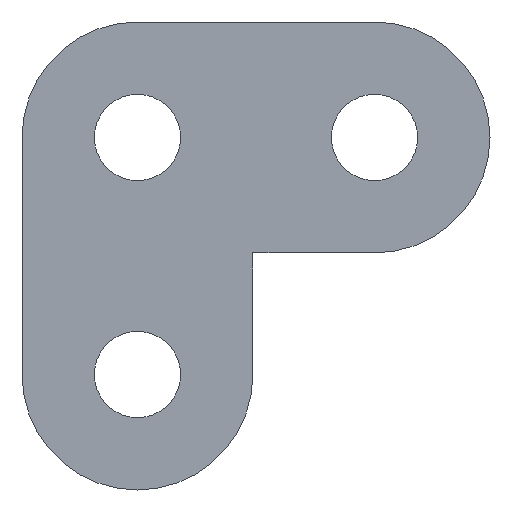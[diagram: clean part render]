
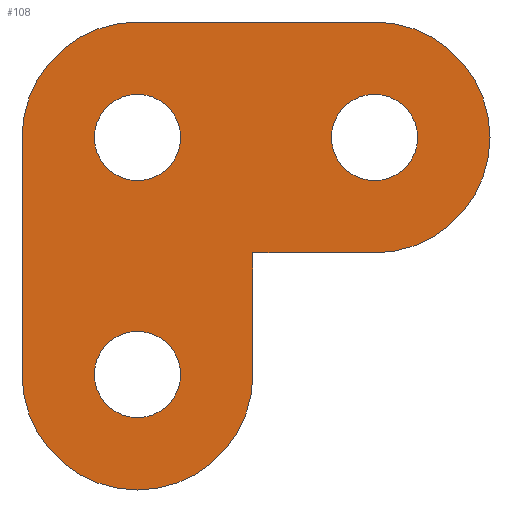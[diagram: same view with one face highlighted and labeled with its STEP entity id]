
A CAD part, front view. The second image highlights one B-rep face of the part: STEP entity #108.
In plain terms, the highlighted planar face has unit normal (0, -1, 0).
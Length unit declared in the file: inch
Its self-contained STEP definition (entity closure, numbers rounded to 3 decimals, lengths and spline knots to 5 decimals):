
#3 = VECTOR ( 'NONE', #294, 39.37008 ) ;
#14 = EDGE_CURVE ( 'NONE', #167, #297, #52, .T. ) ;
#21 = DIRECTION ( 'NONE',  ( 0., 1., 0. ) ) ;
#25 = CARTESIAN_POINT ( 'NONE',  ( 0., 0., 0. ) ) ;
#27 = CIRCLE ( 'NONE', #240, 0.07 ) ;
#29 = CIRCLE ( 'NONE', #199, 0.1875 ) ;
#52 = LINE ( 'NONE', #298, #3 ) ;
#62 = CARTESIAN_POINT ( 'NONE',  ( -0.1875, 0., 0. ) ) ;
#71 = CARTESIAN_POINT ( 'NONE',  ( -0.1875, 0., -0.385 ) ) ;
#96 = VERTEX_POINT ( 'NONE', #97 ) ;
#97 = CARTESIAN_POINT ( 'NONE',  ( 0.385, 0., -0.07 ) ) ;
#102 = FACE_BOUND ( 'NONE', #427, .T. ) ;
#108 = ADVANCED_FACE ( 'NONE', ( #386, #102, #413, #394 ), #452, .F. ) ;
#110 = DIRECTION ( 'NONE',  ( 0., 0., 1. ) ) ;
#113 = VERTEX_POINT ( 'NONE', #396 ) ;
#114 = DIRECTION ( 'NONE',  ( 0., 1., 0. ) ) ;
#115 = CARTESIAN_POINT ( 'NONE',  ( 0., 0., -0.385 ) ) ;
#116 = CARTESIAN_POINT ( 'NONE',  ( 0., 0., 0.07 ) ) ;
#151 = CIRCLE ( 'NONE', #313, 0.07 ) ;
#157 = AXIS2_PLACEMENT_3D ( 'NONE', #461, #495, #441 ) ;
#158 = VERTEX_POINT ( 'NONE', #583 ) ;
#161 = AXIS2_PLACEMENT_3D ( 'NONE', #229, #216, #210 ) ;
#167 = VERTEX_POINT ( 'NONE', #589 ) ;
#172 = CIRCLE ( 'NONE', #161, 0.07 ) ;
#174 = VERTEX_POINT ( 'NONE', #580 ) ;
#180 = VECTOR ( 'NONE', #574, 39.37008 ) ;
#182 = AXIS2_PLACEMENT_3D ( 'NONE', #272, #285, #266 ) ;
#185 = CIRCLE ( 'NONE', #292, 0.07 ) ;
#187 = AXIS2_PLACEMENT_3D ( 'NONE', #115, #114, #110 ) ;
#196 = CIRCLE ( 'NONE', #187, 0.1875 ) ;
#198 = CIRCLE ( 'NONE', #261, 0.1875 ) ;
#199 = AXIS2_PLACEMENT_3D ( 'NONE', #296, #289, #280 ) ;
#204 = ORIENTED_EDGE ( 'NONE', *, *, #333, .T. ) ;
#209 = LINE ( 'NONE', #230, #180 ) ;
#210 = DIRECTION ( 'NONE',  ( 0., 0., 1. ) ) ;
#216 = DIRECTION ( 'NONE',  ( 0., 1., 0. ) ) ;
#219 = ORIENTED_EDGE ( 'NONE', *, *, #276, .T. ) ;
#229 = CARTESIAN_POINT ( 'NONE',  ( 0., 0., 0. ) ) ;
#230 = CARTESIAN_POINT ( 'NONE',  ( -0.1875, 0., 0. ) ) ;
#235 = AXIS2_PLACEMENT_3D ( 'NONE', #595, #584, #581 ) ;
#239 = VECTOR ( 'NONE', #423, 39.37008 ) ;
#240 = AXIS2_PLACEMENT_3D ( 'NONE', #25, #21, #600 ) ;
#246 = CIRCLE ( 'NONE', #235, 0.07 ) ;
#251 = EDGE_CURVE ( 'NONE', #174, #532, #483, .T. ) ;
#254 = AXIS2_PLACEMENT_3D ( 'NONE', #499, #530, #428 ) ;
#261 = AXIS2_PLACEMENT_3D ( 'NONE', #552, #534, #528 ) ;
#265 = VERTEX_POINT ( 'NONE', #362 ) ;
#266 = DIRECTION ( 'NONE',  ( 0., 0., 1. ) ) ;
#272 = CARTESIAN_POINT ( 'NONE',  ( 0.385, 0., 0. ) ) ;
#276 = EDGE_CURVE ( 'NONE', #361, #322, #172, .T. ) ;
#277 = EDGE_CURVE ( 'NONE', #368, #325, #196, .T. ) ;
#280 = DIRECTION ( 'NONE',  ( 0., 0., 1. ) ) ;
#284 = EDGE_LOOP ( 'NONE', ( #404, #397, #390, #388, #449, #425, #471, #459 ) ) ;
#285 = DIRECTION ( 'NONE',  ( 0., 1., 0. ) ) ;
#287 = CARTESIAN_POINT ( 'NONE',  ( 0.385, 0., -0.1875 ) ) ;
#289 = DIRECTION ( 'NONE',  ( 0., 1., 0. ) ) ;
#292 = AXIS2_PLACEMENT_3D ( 'NONE', #504, #501, #496 ) ;
#294 = DIRECTION ( 'NONE',  ( 1., 0., 0. ) ) ;
#296 = CARTESIAN_POINT ( 'NONE',  ( 0., 0., 0. ) ) ;
#297 = VERTEX_POINT ( 'NONE', #287 ) ;
#298 = CARTESIAN_POINT ( 'NONE',  ( 0., 0., -0.1875 ) ) ;
#313 = AXIS2_PLACEMENT_3D ( 'NONE', #477, #470, #465 ) ;
#322 = VERTEX_POINT ( 'NONE', #116 ) ;
#325 = VERTEX_POINT ( 'NONE', #71 ) ;
#333 = EDGE_CURVE ( 'NONE', #322, #361, #27, .T. ) ;
#337 = CARTESIAN_POINT ( 'NONE',  ( 0.1875, 0., 0. ) ) ;
#340 = ORIENTED_EDGE ( 'NONE', *, *, #475, .T. ) ;
#348 = ORIENTED_EDGE ( 'NONE', *, *, #443, .T. ) ;
#354 = VERTEX_POINT ( 'NONE', #62 ) ;
#359 = CARTESIAN_POINT ( 'NONE',  ( 0.385, 0., 0.07 ) ) ;
#361 = VERTEX_POINT ( 'NONE', #546 ) ;
#362 = CARTESIAN_POINT ( 'NONE',  ( 0.1875, 0., -0.385 ) ) ;
#365 = EDGE_CURVE ( 'NONE', #113, #158, #593, .T. ) ;
#368 = VERTEX_POINT ( 'NONE', #454 ) ;
#369 = EDGE_LOOP ( 'NONE', ( #418, #406 ) ) ;
#379 = EDGE_CURVE ( 'NONE', #167, #265, #405, .T. ) ;
#386 = FACE_BOUND ( 'NONE', #533, .T. ) ;
#388 = ORIENTED_EDGE ( 'NONE', *, *, #379, .F. ) ;
#390 = ORIENTED_EDGE ( 'NONE', *, *, #467, .F. ) ;
#394 = FACE_OUTER_BOUND ( 'NONE', #284, .T. ) ;
#396 = CARTESIAN_POINT ( 'NONE',  ( 0., 0., -0.315 ) ) ;
#397 = ORIENTED_EDGE ( 'NONE', *, *, #277, .F. ) ;
#404 = ORIENTED_EDGE ( 'NONE', *, *, #447, .T. ) ;
#405 = LINE ( 'NONE', #337, #439 ) ;
#406 = ORIENTED_EDGE ( 'NONE', *, *, #507, .T. ) ;
#408 = CARTESIAN_POINT ( 'NONE',  ( 0., 0., 0.1875 ) ) ;
#411 = EDGE_CURVE ( 'NONE', #532, #297, #426, .T. ) ;
#413 = FACE_BOUND ( 'NONE', #369, .T. ) ;
#418 = ORIENTED_EDGE ( 'NONE', *, *, #365, .T. ) ;
#423 = DIRECTION ( 'NONE',  ( 1., 0., 0. ) ) ;
#425 = ORIENTED_EDGE ( 'NONE', *, *, #411, .F. ) ;
#426 = CIRCLE ( 'NONE', #182, 0.1875 ) ;
#427 = EDGE_LOOP ( 'NONE', ( #340, #348 ) ) ;
#428 = DIRECTION ( 'NONE',  ( 0., 0., 1. ) ) ;
#435 = DIRECTION ( 'NONE',  ( 0., 0., -1. ) ) ;
#438 = VERTEX_POINT ( 'NONE', #359 ) ;
#439 = VECTOR ( 'NONE', #435, 39.37008 ) ;
#441 = DIRECTION ( 'NONE',  ( 0., 0., 1. ) ) ;
#443 = EDGE_CURVE ( 'NONE', #96, #438, #246, .T. ) ;
#447 = EDGE_CURVE ( 'NONE', #354, #325, #209, .T. ) ;
#449 = ORIENTED_EDGE ( 'NONE', *, *, #14, .T. ) ;
#452 = PLANE ( 'NONE',  #254 ) ;
#454 = CARTESIAN_POINT ( 'NONE',  ( 0., 0., -0.5725 ) ) ;
#459 = ORIENTED_EDGE ( 'NONE', *, *, #576, .F. ) ;
#461 = CARTESIAN_POINT ( 'NONE',  ( 0., 0., -0.385 ) ) ;
#465 = DIRECTION ( 'NONE',  ( 0., 0., 1. ) ) ;
#467 = EDGE_CURVE ( 'NONE', #265, #368, #198, .T. ) ;
#470 = DIRECTION ( 'NONE',  ( 0., 1., 0. ) ) ;
#471 = ORIENTED_EDGE ( 'NONE', *, *, #251, .F. ) ;
#475 = EDGE_CURVE ( 'NONE', #438, #96, #185, .T. ) ;
#477 = CARTESIAN_POINT ( 'NONE',  ( 0., 0., -0.385 ) ) ;
#483 = LINE ( 'NONE', #408, #239 ) ;
#486 = CARTESIAN_POINT ( 'NONE',  ( 0.385, 0., 0.1875 ) ) ;
#495 = DIRECTION ( 'NONE',  ( 0., 1., 0. ) ) ;
#496 = DIRECTION ( 'NONE',  ( 0., 0., 1. ) ) ;
#499 = CARTESIAN_POINT ( 'NONE',  ( 0., 0., 0. ) ) ;
#501 = DIRECTION ( 'NONE',  ( 0., 1., 0. ) ) ;
#504 = CARTESIAN_POINT ( 'NONE',  ( 0.385, 0., 0. ) ) ;
#507 = EDGE_CURVE ( 'NONE', #158, #113, #151, .T. ) ;
#528 = DIRECTION ( 'NONE',  ( 0., 0., 1. ) ) ;
#530 = DIRECTION ( 'NONE',  ( 0., 1., 0. ) ) ;
#532 = VERTEX_POINT ( 'NONE', #486 ) ;
#533 = EDGE_LOOP ( 'NONE', ( #204, #219 ) ) ;
#534 = DIRECTION ( 'NONE',  ( 0., 1., 0. ) ) ;
#546 = CARTESIAN_POINT ( 'NONE',  ( 0., 0., -0.07 ) ) ;
#552 = CARTESIAN_POINT ( 'NONE',  ( 0., 0., -0.385 ) ) ;
#574 = DIRECTION ( 'NONE',  ( 0., 0., -1. ) ) ;
#576 = EDGE_CURVE ( 'NONE', #354, #174, #29, .T. ) ;
#580 = CARTESIAN_POINT ( 'NONE',  ( 0., 0., 0.1875 ) ) ;
#581 = DIRECTION ( 'NONE',  ( 0., 0., 1. ) ) ;
#583 = CARTESIAN_POINT ( 'NONE',  ( 0., 0., -0.455 ) ) ;
#584 = DIRECTION ( 'NONE',  ( 0., 1., 0. ) ) ;
#589 = CARTESIAN_POINT ( 'NONE',  ( 0.1875, 0., -0.1875 ) ) ;
#593 = CIRCLE ( 'NONE', #157, 0.07 ) ;
#595 = CARTESIAN_POINT ( 'NONE',  ( 0.385, 0., 0. ) ) ;
#600 = DIRECTION ( 'NONE',  ( 0., 0., 1. ) ) ;
